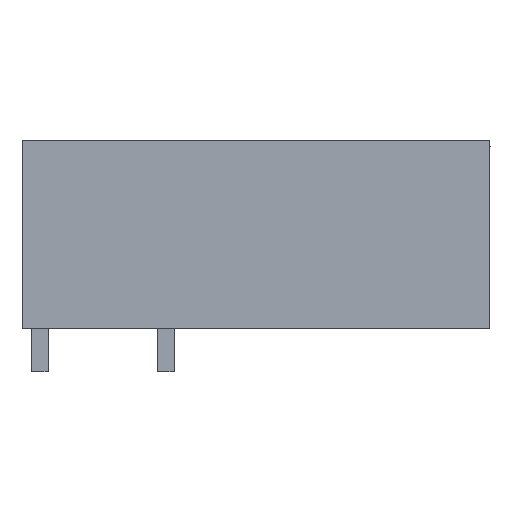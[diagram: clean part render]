
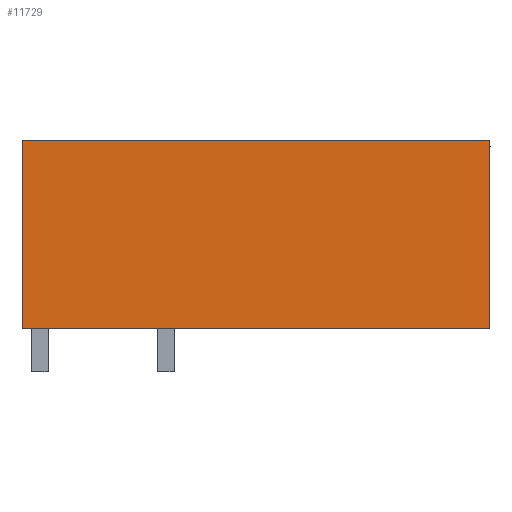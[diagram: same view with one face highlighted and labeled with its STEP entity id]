
A CAD part, left-side view. The second image highlights one B-rep face of the part: STEP entity #11729.
In plain terms, the highlighted planar face has unit normal (-1, 0, 0).
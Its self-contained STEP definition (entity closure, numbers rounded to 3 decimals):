
#11721=AXIS2_PLACEMENT_3D('Plane Axis2P3D',#11718,#11719,#11720) ;
#1238=CARTESIAN_POINT('Vertex',(0.,28.3,2.6)) ;
#1241=CARTESIAN_POINT('Line Origine',(0.,28.3,8.3)) ;
#1245=CARTESIAN_POINT('Vertex',(0.,28.3,14.)) ;
#1503=CARTESIAN_POINT('Line Origine',(0.,14.15,14.)) ;
#1507=CARTESIAN_POINT('Vertex',(0.,0.,14.)) ;
#3115=CARTESIAN_POINT('Vertex',(0.,0.,2.6)) ;
#3238=CARTESIAN_POINT('Line Origine',(0.,0.,8.3)) ;
#3887=CARTESIAN_POINT('Line Origine',(0.,14.15,2.6)) ;
#11718=CARTESIAN_POINT('Axis2P3D Location',(0.,0.,14.)) ;
#1242=DIRECTION('Vector Direction',(0.,0.,-1.)) ;
#1504=DIRECTION('Vector Direction',(0.,1.,0.)) ;
#3239=DIRECTION('Vector Direction',(0.,0.,-1.)) ;
#3888=DIRECTION('Vector Direction',(0.,1.,0.)) ;
#11719=DIRECTION('Axis2P3D Direction',(1.,-0.,0.)) ;
#11720=DIRECTION('Axis2P3D XDirection',(0.,0.,-1.)) ;
#1243=VECTOR('Line Direction',#1242,1.) ;
#1505=VECTOR('Line Direction',#1504,1.) ;
#3240=VECTOR('Line Direction',#3239,1.) ;
#3889=VECTOR('Line Direction',#3888,1.) ;
#11724=ORIENTED_EDGE('',*,*,#3242,.F.) ;
#11725=ORIENTED_EDGE('',*,*,#1509,.T.) ;
#11726=ORIENTED_EDGE('',*,*,#1247,.T.) ;
#11727=ORIENTED_EDGE('',*,*,#3891,.F.) ;
#11729=ADVANCED_FACE('housing',(#11728),#11722,.F.) ;
#1247=EDGE_CURVE('',#1246,#1239,#1244,.T.) ;
#1509=EDGE_CURVE('',#1508,#1246,#1506,.T.) ;
#3242=EDGE_CURVE('',#1508,#3116,#3241,.T.) ;
#3891=EDGE_CURVE('',#3116,#1239,#3890,.T.) ;
#11723=EDGE_LOOP('',(#11724,#11725,#11726,#11727)) ;
#11728=FACE_OUTER_BOUND('',#11723,.T.) ;
#1244=LINE('Line',#1241,#1243) ;
#1506=LINE('Line',#1503,#1505) ;
#3241=LINE('Line',#3238,#3240) ;
#3890=LINE('Line',#3887,#3889) ;
#11722=PLANE('',#11721) ;
#1239=VERTEX_POINT('',#1238) ;
#1246=VERTEX_POINT('',#1245) ;
#1508=VERTEX_POINT('',#1507) ;
#3116=VERTEX_POINT('',#3115) ;
